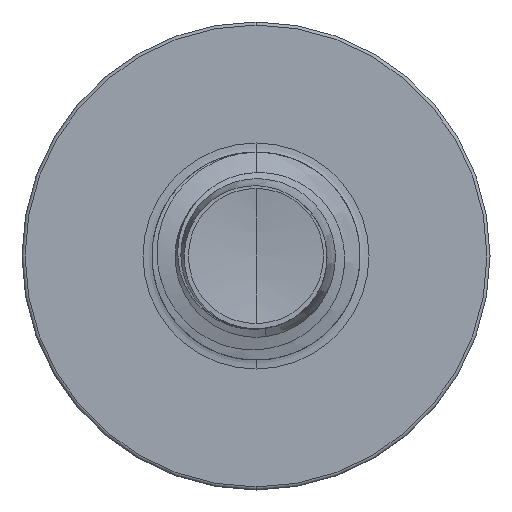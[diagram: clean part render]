
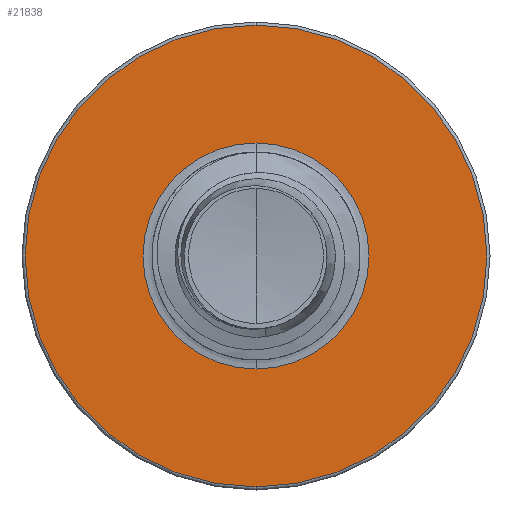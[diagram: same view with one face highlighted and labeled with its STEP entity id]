
A CAD part, front view. The second image highlights one B-rep face of the part: STEP entity #21838.
In plain terms, the highlighted planar face has unit normal (0, -1, 0).
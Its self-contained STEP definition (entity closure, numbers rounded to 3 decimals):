
#1496 = VERTEX_POINT ( 'NONE', #6054 ) ;
#1879 = VERTEX_POINT ( 'NONE', #6075 ) ;
#2334 = DIRECTION ( 'NONE',  ( 0., 0., 1. ) ) ;
#2512 = DIRECTION ( 'NONE',  ( 0., 0., 1. ) ) ;
#2534 = DIRECTION ( 'NONE',  ( 0., 1., 0. ) ) ;
#2545 = CARTESIAN_POINT ( 'NONE',  ( 0., 12.5, 0. ) ) ;
#4135 = VERTEX_POINT ( 'NONE', #16061 ) ;
#4163 = ORIENTED_EDGE ( 'NONE', *, *, #21661, .T. ) ;
#4498 = DIRECTION ( 'NONE',  ( 0., 1., 0. ) ) ;
#4968 = AXIS2_PLACEMENT_3D ( 'NONE', #16632, #4498, #18064 ) ;
#6054 = CARTESIAN_POINT ( 'NONE',  ( 0., 12.5, 2.174 ) ) ;
#6075 = CARTESIAN_POINT ( 'NONE',  ( 0., 12.5, 4.44 ) ) ;
#6559 = AXIS2_PLACEMENT_3D ( 'NONE', #9206, #20435, #11490 ) ;
#7013 = CARTESIAN_POINT ( 'NONE',  ( 0., 12.5, -2.174 ) ) ;
#8661 = DIRECTION ( 'NONE',  ( 0., 1., 0. ) ) ;
#8952 = CIRCLE ( 'NONE', #13634, 2.174 ) ;
#9206 = CARTESIAN_POINT ( 'NONE',  ( 0., 12.5, 0. ) ) ;
#9324 = CARTESIAN_POINT ( 'NONE',  ( 0., 12.5, -2.174 ) ) ;
#10262 = EDGE_LOOP ( 'NONE', ( #4163, #16732 ) ) ;
#11490 = DIRECTION ( 'NONE',  ( 0., 0., 1. ) ) ;
#13230 = EDGE_CURVE ( 'NONE', #18112, #1496, #8952, .T. ) ;
#13634 = AXIS2_PLACEMENT_3D ( 'NONE', #2545, #2534, #2512 ) ;
#13989 = AXIS2_PLACEMENT_3D ( 'NONE', #18946, #8661, #20115 ) ;
#15366 = DIRECTION ( 'NONE',  ( 0., 1., 0. ) ) ;
#15920 = ORIENTED_EDGE ( 'NONE', *, *, #19923, .F. ) ;
#15921 = CIRCLE ( 'NONE', #6559, 4.44 ) ;
#16061 = CARTESIAN_POINT ( 'NONE',  ( 0., 12.5, -4.44 ) ) ;
#16440 = ORIENTED_EDGE ( 'NONE', *, *, #21700, .F. ) ;
#16632 = CARTESIAN_POINT ( 'NONE',  ( 0., 12.5, 0. ) ) ;
#16692 = PLANE ( 'NONE',  #17923 ) ;
#16732 = ORIENTED_EDGE ( 'NONE', *, *, #13230, .T. ) ;
#17923 = AXIS2_PLACEMENT_3D ( 'NONE', #7013, #15366, #2334 ) ;
#18064 = DIRECTION ( 'NONE',  ( 0., 0., 1. ) ) ;
#18112 = VERTEX_POINT ( 'NONE', #9324 ) ;
#18946 = CARTESIAN_POINT ( 'NONE',  ( 0., 12.5, 0. ) ) ;
#19923 = EDGE_CURVE ( 'NONE', #1879, #4135, #23359, .T. ) ;
#20115 = DIRECTION ( 'NONE',  ( 0., 0., 1. ) ) ;
#20435 = DIRECTION ( 'NONE',  ( 0., 1., 0. ) ) ;
#21608 = FACE_BOUND ( 'NONE', #10262, .T. ) ;
#21661 = EDGE_CURVE ( 'NONE', #1496, #18112, #22711, .T. ) ;
#21700 = EDGE_CURVE ( 'NONE', #4135, #1879, #15921, .T. ) ;
#21838 = ADVANCED_FACE ( 'NONE', ( #22128, #21608 ), #16692, .F. ) ;
#22128 = FACE_OUTER_BOUND ( 'NONE', #22275, .T. ) ;
#22275 = EDGE_LOOP ( 'NONE', ( #15920, #16440 ) ) ;
#22711 = CIRCLE ( 'NONE', #4968, 2.174 ) ;
#23359 = CIRCLE ( 'NONE', #13989, 4.44 ) ;
